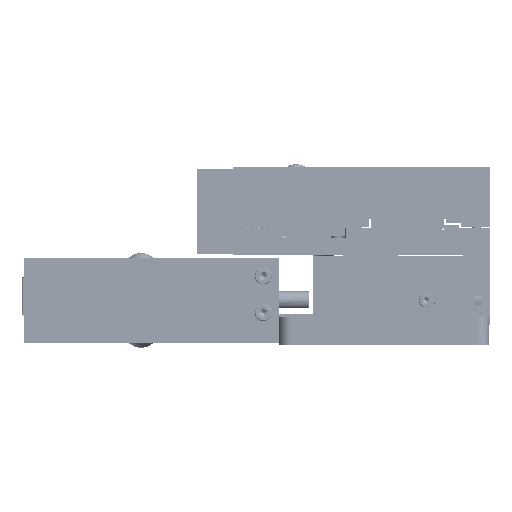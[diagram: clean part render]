
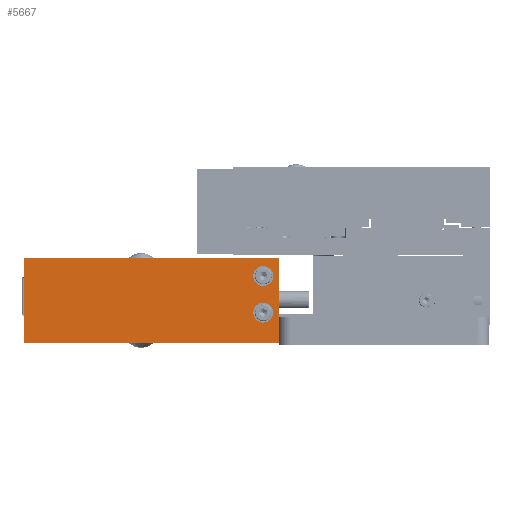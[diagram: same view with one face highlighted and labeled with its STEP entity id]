
A CAD part, front view. The second image highlights one B-rep face of the part: STEP entity #5667.
In plain terms, the highlighted planar face has unit normal (0, -1, 0).
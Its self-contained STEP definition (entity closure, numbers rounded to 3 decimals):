
#500=FACE_BOUND('',#19125,.T.);
#501=FACE_BOUND('',#19126,.T.);
#5667=ADVANCED_FACE('',(#12160,#500,#501),#106587,.T.);
#12160=FACE_OUTER_BOUND('',#19124,.T.);
#19124=EDGE_LOOP('',(#46130,#46131,#46132,#46133));
#19125=EDGE_LOOP('',(#46134,#46135));
#19126=EDGE_LOOP('',(#46136,#46137));
#46130=ORIENTED_EDGE('',*,*,#67665,.T.);
#46131=ORIENTED_EDGE('',*,*,#67666,.T.);
#46132=ORIENTED_EDGE('',*,*,#67663,.F.);
#46133=ORIENTED_EDGE('',*,*,#67667,.T.);
#46134=ORIENTED_EDGE('',*,*,#71336,.T.);
#46135=ORIENTED_EDGE('',*,*,#72192,.T.);
#46136=ORIENTED_EDGE('',*,*,#71338,.T.);
#46137=ORIENTED_EDGE('',*,*,#72198,.T.);
#67663=EDGE_CURVE('',#97975,#97976,#81730,.T.);
#67665=EDGE_CURVE('',#97977,#97978,#81732,.T.);
#67666=EDGE_CURVE('',#97978,#97976,#81733,.T.);
#67667=EDGE_CURVE('',#97975,#97977,#81734,.T.);
#71336=EDGE_CURVE('',#97943,#100718,#88967,.T.);
#71338=EDGE_CURVE('',#97946,#100722,#88969,.T.);
#72192=EDGE_CURVE('',#100718,#97943,#89590,.T.);
#72198=EDGE_CURVE('',#100722,#97946,#89594,.T.);
#81730=B_SPLINE_CURVE_WITH_KNOTS('',1,(#185935,#185936),.UNSPECIFIED.,.F.,
 .F.,(2,2),(0.,28.),.UNSPECIFIED.);
#81732=B_SPLINE_CURVE_WITH_KNOTS('',1,(#185939,#185940),.UNSPECIFIED.,.F.,
 .F.,(2,2),(0.,28.),.UNSPECIFIED.);
#81733=B_SPLINE_CURVE_WITH_KNOTS('',1,(#185941,#185942),.UNSPECIFIED.,.F.,
 .F.,(2,2),(0.,83.505),.UNSPECIFIED.);
#81734=B_SPLINE_CURVE_WITH_KNOTS('',1,(#185943,#185944),.UNSPECIFIED.,.F.,
 .F.,(2,2),(0.,83.505),.UNSPECIFIED.);
#88967=(
BOUNDED_CURVE()
B_SPLINE_CURVE(2,(#196984,#196985,#196986,#196987,#196988),
 .UNSPECIFIED.,.F.,.F.)
B_SPLINE_CURVE_WITH_KNOTS((3,2,3),(-5.105,0.,
5.105),.UNSPECIFIED.)
CURVE()
GEOMETRIC_REPRESENTATION_ITEM()
RATIONAL_B_SPLINE_CURVE((1.,0.707,1.,0.707,1.))
REPRESENTATION_ITEM('')
);
#88969=(
BOUNDED_CURVE()
B_SPLINE_CURVE(2,(#196994,#196995,#196996,#196997,#196998),
 .UNSPECIFIED.,.F.,.F.)
B_SPLINE_CURVE_WITH_KNOTS((3,2,3),(-5.105,0.,
5.105),.UNSPECIFIED.)
CURVE()
GEOMETRIC_REPRESENTATION_ITEM()
RATIONAL_B_SPLINE_CURVE((1.,0.707,1.,0.707,1.))
REPRESENTATION_ITEM('')
);
#89590=(
BOUNDED_CURVE()
B_SPLINE_CURVE(2,(#201003,#201004,#201005,#201006,#201007),
 .UNSPECIFIED.,.F.,.F.)
B_SPLINE_CURVE_WITH_KNOTS((3,2,3),(5.105,10.21,15.315),
 .UNSPECIFIED.)
CURVE()
GEOMETRIC_REPRESENTATION_ITEM()
RATIONAL_B_SPLINE_CURVE((1.,0.707,1.,0.707,1.))
REPRESENTATION_ITEM('')
);
#89594=(
BOUNDED_CURVE()
B_SPLINE_CURVE(2,(#201025,#201026,#201027,#201028,#201029),
 .UNSPECIFIED.,.F.,.F.)
B_SPLINE_CURVE_WITH_KNOTS((3,2,3),(5.105,10.21,15.315),
 .UNSPECIFIED.)
CURVE()
GEOMETRIC_REPRESENTATION_ITEM()
RATIONAL_B_SPLINE_CURVE((1.,0.707,1.,0.707,1.))
REPRESENTATION_ITEM('')
);
#97943=VERTEX_POINT('',#161826);
#97946=VERTEX_POINT('',#161829);
#97975=VERTEX_POINT('',#161858);
#97976=VERTEX_POINT('',#161859);
#97977=VERTEX_POINT('',#161860);
#97978=VERTEX_POINT('',#161861);
#100718=VERTEX_POINT('',#164601);
#100722=VERTEX_POINT('',#164605);
#106587=PLANE('',#111901);
#111901=AXIS2_PLACEMENT_3D('',#146719,#117802,$);
#117802=DIRECTION('',(0.,-1.,0.));
#146719=CARTESIAN_POINT('',(15.854,-81.256,-2.42));
#161826=CARTESIAN_POINT('',(5.633,-81.256,10.5));
#161829=CARTESIAN_POINT('',(5.633,-81.256,22.5));
#161858=CARTESIAN_POINT('',(-76.122,-81.256,0.5));
#161859=CARTESIAN_POINT('',(-76.122,-81.256,28.5));
#161860=CARTESIAN_POINT('',(7.383,-81.256,0.5));
#161861=CARTESIAN_POINT('',(7.383,-81.256,28.5));
#164601=CARTESIAN_POINT('',(-0.867,-81.256,10.5));
#164605=CARTESIAN_POINT('',(-0.867,-81.256,22.5));
#185935=CARTESIAN_POINT('',(-76.122,-81.256,0.5));
#185936=CARTESIAN_POINT('',(-76.122,-81.256,28.5));
#185939=CARTESIAN_POINT('',(7.383,-81.256,0.5));
#185940=CARTESIAN_POINT('',(7.383,-81.256,28.5));
#185941=CARTESIAN_POINT('',(7.383,-81.256,28.5));
#185942=CARTESIAN_POINT('',(-76.122,-81.256,28.5));
#185943=CARTESIAN_POINT('',(-76.122,-81.256,0.5));
#185944=CARTESIAN_POINT('',(7.383,-81.256,0.5));
#196984=CARTESIAN_POINT('',(5.633,-81.256,10.5));
#196985=CARTESIAN_POINT('',(5.633,-81.256,7.25));
#196986=CARTESIAN_POINT('',(2.383,-81.256,7.25));
#196987=CARTESIAN_POINT('',(-0.867,-81.256,7.25));
#196988=CARTESIAN_POINT('',(-0.867,-81.256,10.5));
#196994=CARTESIAN_POINT('',(5.633,-81.256,22.5));
#196995=CARTESIAN_POINT('',(5.633,-81.256,19.25));
#196996=CARTESIAN_POINT('',(2.383,-81.256,19.25));
#196997=CARTESIAN_POINT('',(-0.867,-81.256,19.25));
#196998=CARTESIAN_POINT('',(-0.867,-81.256,22.5));
#201003=CARTESIAN_POINT('',(-0.867,-81.256,10.5));
#201004=CARTESIAN_POINT('',(-0.867,-81.256,13.75));
#201005=CARTESIAN_POINT('',(2.383,-81.256,13.75));
#201006=CARTESIAN_POINT('',(5.633,-81.256,13.75));
#201007=CARTESIAN_POINT('',(5.633,-81.256,10.5));
#201025=CARTESIAN_POINT('',(-0.867,-81.256,22.5));
#201026=CARTESIAN_POINT('',(-0.867,-81.256,25.75));
#201027=CARTESIAN_POINT('',(2.383,-81.256,25.75));
#201028=CARTESIAN_POINT('',(5.633,-81.256,25.75));
#201029=CARTESIAN_POINT('',(5.633,-81.256,22.5));
